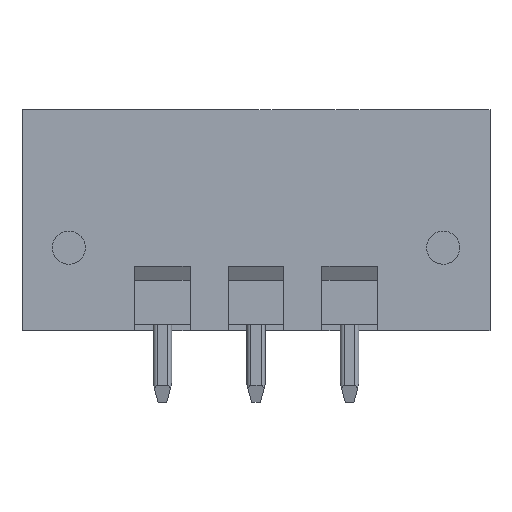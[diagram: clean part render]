
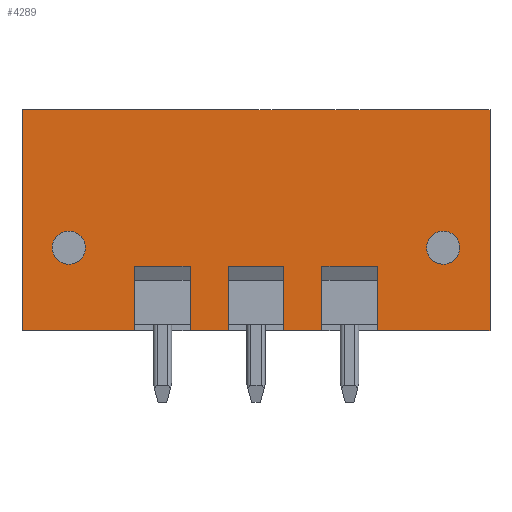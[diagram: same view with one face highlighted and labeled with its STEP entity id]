
A CAD part, front view. The second image highlights one B-rep face of the part: STEP entity #4289.
In plain terms, the highlighted planar face has unit normal (0, -1, 0).
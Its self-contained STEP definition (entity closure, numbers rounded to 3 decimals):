
#4289=ADVANCED_FACE('',(#10584,#10585,#10586),#10587,.F.);
#4917=VERTEX_POINT('',#11538);
#4919=EDGE_CURVE('',#11540,#4917,#11541,.F.);
#5197=EDGE_CURVE('',#4917,#11857,#11858,.F.);
#5393=VERTEX_POINT('',#12105);
#5395=EDGE_CURVE('',#12107,#5393,#12108,.T.);
#5425=EDGE_CURVE('',#5393,#12144,#12145,.T.);
#5467=VERTEX_POINT('',#12191);
#5469=VERTEX_POINT('',#12193);
#5471=EDGE_CURVE('',#5467,#5469,#12195,.T.);
#5515=VERTEX_POINT('',#12239);
#5517=EDGE_CURVE('',#12144,#5515,#12241,.T.);
#5537=VERTEX_POINT('',#12261);
#5539=VERTEX_POINT('',#12263);
#5541=EDGE_CURVE('',#5537,#5539,#12265,.T.);
#5657=EDGE_CURVE('',#5515,#12107,#12381,.T.);
#5731=VERTEX_POINT('',#12455);
#5733=EDGE_CURVE('',#5537,#5731,#12457,.T.);
#5751=VERTEX_POINT('',#12475);
#5753=VERTEX_POINT('',#12477);
#5755=EDGE_CURVE('',#5751,#5753,#12479,.T.);
#5827=VERTEX_POINT('',#12551);
#5831=EDGE_CURVE('',#5731,#5827,#12555,.T.);
#5941=VERTEX_POINT('',#12666);
#5943=EDGE_CURVE('',#5941,#5751,#12668,.T.);
#5961=VERTEX_POINT('',#12686);
#5963=VERTEX_POINT('',#12688);
#5965=EDGE_CURVE('',#5961,#5963,#12690,.T.);
#6037=VERTEX_POINT('',#12762);
#6041=EDGE_CURVE('',#5941,#6037,#12766,.T.);
#6149=VERTEX_POINT('',#12874);
#6151=EDGE_CURVE('',#6149,#5961,#12876,.T.);
#6163=VERTEX_POINT('',#12888);
#6177=EDGE_CURVE('',#6149,#6163,#12902,.T.);
#6195=VERTEX_POINT('',#12920);
#6197=VERTEX_POINT('',#12922);
#6199=EDGE_CURVE('',#6195,#6197,#12924,.T.);
#6269=EDGE_CURVE('',#5469,#6195,#12994,.T.);
#6447=EDGE_CURVE('',#6037,#5963,#13173,.T.);
#6449=EDGE_CURVE('',#5827,#5753,#13175,.T.);
#6451=EDGE_CURVE('',#5467,#5539,#13177,.T.);
#6453=EDGE_CURVE('',#6197,#6163,#13179,.F.);
#6455=VERTEX_POINT('',#13181);
#6457=EDGE_CURVE('',#6455,#11540,#13183,.F.);
#6459=EDGE_CURVE('',#11857,#6455,#13185,.F.);
#10584=FACE_BOUND('',#19194,.T.);
#10585=FACE_OUTER_BOUND('',#19195,.T.);
#10586=FACE_BOUND('',#19196,.T.);
#10587=PLANE('',#19197);
#11538=CARTESIAN_POINT('',(1.64,0.0,4.5));
#11540=VERTEX_POINT('',#20159);
#11541=CIRCLE('',#20160,0.9);
#11857=VERTEX_POINT('',#20588);
#11858=CIRCLE('',#20589,0.9);
#12105=CARTESIAN_POINT('',(21.96,0.0,4.5));
#12107=VERTEX_POINT('',#21000);
#12108=CIRCLE('',#21001,0.9);
#12144=VERTEX_POINT('',#21100);
#12145=CIRCLE('',#21101,0.9);
#12191=CARTESIAN_POINT('',(25.4,0.0,0.0));
#12193=CARTESIAN_POINT('',(25.4,0.0,12.0));
#12195=LINE('',#21168,#21169);
#12239=CARTESIAN_POINT('',(23.76,0.0,4.5));
#12241=CIRCLE('',#21240,0.9);
#12261=CARTESIAN_POINT('',(19.28,0.0,3.5));
#12263=CARTESIAN_POINT('',(19.28,0.0,0.0));
#12265=LINE('',#21273,#21274);
#12381=CIRCLE('',#21457,0.9);
#12455=CARTESIAN_POINT('',(16.28,0.0,3.5));
#12457=LINE('',#21584,#21585);
#12475=CARTESIAN_POINT('',(14.2,0.0,3.5));
#12477=CARTESIAN_POINT('',(14.2,0.0,0.));
#12479=LINE('',#21618,#21619);
#12551=CARTESIAN_POINT('',(16.28,0.0,0.));
#12555=LINE('',#21739,#21740);
#12666=CARTESIAN_POINT('',(11.2,0.0,3.5));
#12668=LINE('',#21927,#21928);
#12686=CARTESIAN_POINT('',(9.12,0.0,3.5));
#12688=CARTESIAN_POINT('',(9.12,0.0,0.));
#12690=LINE('',#21961,#21962);
#12762=CARTESIAN_POINT('',(11.2,0.0,0.));
#12766=LINE('',#22082,#22083);
#12874=CARTESIAN_POINT('',(6.12,0.,3.5));
#12876=LINE('',#22250,#22251);
#12888=CARTESIAN_POINT('',(6.12,0.0,0.));
#12902=LINE('',#22291,#22292);
#12920=CARTESIAN_POINT('',(0.0,0.0,12.0));
#12922=CARTESIAN_POINT('',(0.0,0.0,0.));
#12924=LINE('',#22323,#22324);
#12994=LINE('',#22433,#22434);
#13173=LINE('',#22721,#22722);
#13175=LINE('',#22725,#22726);
#13177=LINE('',#22729,#22730);
#13179=LINE('',#22733,#22734);
#13181=CARTESIAN_POINT('',(3.44,0.0,4.5));
#13183=CIRCLE('',#22739,0.9);
#13185=CIRCLE('',#22742,0.9);
#19194=EDGE_LOOP('',(#29485,#29486,#29487,#29488));
#19195=EDGE_LOOP('',(#29489,#29490,#29491,#29492,#29493,#29494,#29495,#29496,#29497,#29498,#29499,#29500,#29501,#29502,#29503,#29504));
#19196=EDGE_LOOP('',(#29505,#29506,#29507,#29508));
#19197=AXIS2_PLACEMENT_3D('',#29509,#29510,#29511);
#20159=CARTESIAN_POINT('',(3.439,0.0,4.552));
#20160=AXIS2_PLACEMENT_3D('',#32507,#32508,#32509);
#20588=CARTESIAN_POINT('',(1.641,0.0,4.448));
#20589=AXIS2_PLACEMENT_3D('',#32696,#32697,#32698);
#21000=CARTESIAN_POINT('',(23.759,0.0,4.552));
#21001=AXIS2_PLACEMENT_3D('',#32848,#32849,#32850);
#21100=CARTESIAN_POINT('',(23.759,0.0,4.458));
#21101=AXIS2_PLACEMENT_3D('',#32875,#32876,#32877);
#21168=CARTESIAN_POINT('',(25.4,0.0,0.0));
#21169=VECTOR('',#32906,1.0);
#21240=AXIS2_PLACEMENT_3D('',#32919,#32920,#32921);
#21273=CARTESIAN_POINT('',(19.28,0.0,3.5));
#21274=VECTOR('',#32936,1.0);
#21457=AXIS2_PLACEMENT_3D('',#32980,#32981,#32982);
#21584=CARTESIAN_POINT('',(19.28,0.0,3.5));
#21585=VECTOR('',#33024,1.0);
#21618=CARTESIAN_POINT('',(14.2,0.0,3.5));
#21619=VECTOR('',#33040,1.0);
#21739=CARTESIAN_POINT('',(16.28,0.0,3.5));
#21740=VECTOR('',#33070,1.0);
#21927=CARTESIAN_POINT('',(12.7,0.0,3.5));
#21928=VECTOR('',#33126,1.0);
#21961=CARTESIAN_POINT('',(9.12,0.0,3.5));
#21962=VECTOR('',#33142,1.0);
#22082=CARTESIAN_POINT('',(11.2,0.0,3.5));
#22083=VECTOR('',#33172,1.0);
#22250=CARTESIAN_POINT('',(7.62,0.0,3.5));
#22251=VECTOR('',#33216,1.0);
#22291=CARTESIAN_POINT('',(6.12,0.0,6.106));
#22292=VECTOR('',#33226,1.0);
#22323=CARTESIAN_POINT('',(0.0,0.0,6.0));
#22324=VECTOR('',#33231,1.0);
#22433=CARTESIAN_POINT('',(3.81,0.0,12.0));
#22434=VECTOR('',#33256,1.0);
#22721=CARTESIAN_POINT('',(11.2,0.0,0.0));
#22722=VECTOR('',#33349,1.0);
#22725=CARTESIAN_POINT('',(16.28,0.0,0.0));
#22726=VECTOR('',#33350,1.0);
#22729=CARTESIAN_POINT('',(25.4,0.0,0.));
#22730=VECTOR('',#33351,1.0);
#22733=CARTESIAN_POINT('',(7.817,0.0,0.));
#22734=VECTOR('',#33352,1.0);
#22739=AXIS2_PLACEMENT_3D('',#33353,#33354,#33355);
#22742=AXIS2_PLACEMENT_3D('',#33356,#33357,#33358);
#29485=ORIENTED_EDGE('',*,*,#5425,.F.);
#29486=ORIENTED_EDGE('',*,*,#5395,.F.);
#29487=ORIENTED_EDGE('',*,*,#5657,.F.);
#29488=ORIENTED_EDGE('',*,*,#5517,.F.);
#29489=ORIENTED_EDGE('',*,*,#6151,.T.);
#29490=ORIENTED_EDGE('',*,*,#5965,.T.);
#29491=ORIENTED_EDGE('',*,*,#6447,.F.);
#29492=ORIENTED_EDGE('',*,*,#6041,.F.);
#29493=ORIENTED_EDGE('',*,*,#5943,.T.);
#29494=ORIENTED_EDGE('',*,*,#5755,.T.);
#29495=ORIENTED_EDGE('',*,*,#6449,.F.);
#29496=ORIENTED_EDGE('',*,*,#5831,.F.);
#29497=ORIENTED_EDGE('',*,*,#5733,.F.);
#29498=ORIENTED_EDGE('',*,*,#5541,.T.);
#29499=ORIENTED_EDGE('',*,*,#6451,.F.);
#29500=ORIENTED_EDGE('',*,*,#5471,.T.);
#29501=ORIENTED_EDGE('',*,*,#6269,.T.);
#29502=ORIENTED_EDGE('',*,*,#6199,.T.);
#29503=ORIENTED_EDGE('',*,*,#6453,.T.);
#29504=ORIENTED_EDGE('',*,*,#6177,.F.);
#29505=ORIENTED_EDGE('',*,*,#5197,.F.);
#29506=ORIENTED_EDGE('',*,*,#4919,.F.);
#29507=ORIENTED_EDGE('',*,*,#6457,.F.);
#29508=ORIENTED_EDGE('',*,*,#6459,.F.);
#29509=CARTESIAN_POINT('',(7.817,0.0,12.306));
#29510=DIRECTION('',(0.0,1.0,0.0));
#29511=DIRECTION('',(0.0,0.0,1.0));
#32507=CARTESIAN_POINT('',(2.54,0.0,4.5));
#32508=DIRECTION('',(-0.0,1.0,0.0));
#32509=DIRECTION('',(0.998,0.0,0.058));
#32696=CARTESIAN_POINT('',(2.54,0.0,4.5));
#32697=DIRECTION('',(-0.0,1.0,0.0));
#32698=DIRECTION('',(0.998,0.0,0.058));
#32848=CARTESIAN_POINT('',(22.86,0.0,4.5));
#32849=DIRECTION('',(0.0,-1.0,0.0));
#32850=DIRECTION('',(1.0,0.0,0.0));
#32875=CARTESIAN_POINT('',(22.86,0.0,4.5));
#32876=DIRECTION('',(0.0,-1.0,0.0));
#32877=DIRECTION('',(-1.0,0.0,0.0));
#32906=DIRECTION('',(0.0,0.0,1.0));
#32919=CARTESIAN_POINT('',(22.86,0.0,4.5));
#32920=DIRECTION('',(0.0,-1.0,0.0));
#32921=DIRECTION('',(-1.0,0.0,0.0));
#32936=DIRECTION('',(0.0,0.0,-1.0));
#32980=CARTESIAN_POINT('',(22.86,0.0,4.5));
#32981=DIRECTION('',(0.0,-1.0,0.0));
#32982=DIRECTION('',(1.0,0.0,0.0));
#33024=DIRECTION('',(-1.0,0.0,0.0));
#33040=DIRECTION('',(0.0,0.0,-1.0));
#33070=DIRECTION('',(0.0,0.0,-1.0));
#33126=DIRECTION('',(1.0,0.0,0.0));
#33142=DIRECTION('',(0.0,0.0,-1.0));
#33172=DIRECTION('',(0.0,0.0,-1.0));
#33216=DIRECTION('',(1.0,0.0,0.0));
#33226=DIRECTION('',(0.0,0.0,-1.0));
#33231=DIRECTION('',(0.0,0.0,-1.0));
#33256=DIRECTION('',(-1.0,0.0,-0.0));
#33349=DIRECTION('',(-1.0,0.0,0.0));
#33350=DIRECTION('',(-1.0,0.0,0.0));
#33351=DIRECTION('',(-1.0,0.0,0.));
#33352=DIRECTION('',(-1.0,0.0,0.));
#33353=CARTESIAN_POINT('',(2.54,0.0,4.5));
#33354=DIRECTION('',(-0.0,1.0,0.0));
#33355=DIRECTION('',(0.998,0.0,0.058));
#33356=CARTESIAN_POINT('',(2.54,0.0,4.5));
#33357=DIRECTION('',(-0.0,1.0,0.0));
#33358=DIRECTION('',(0.998,0.0,0.058));
